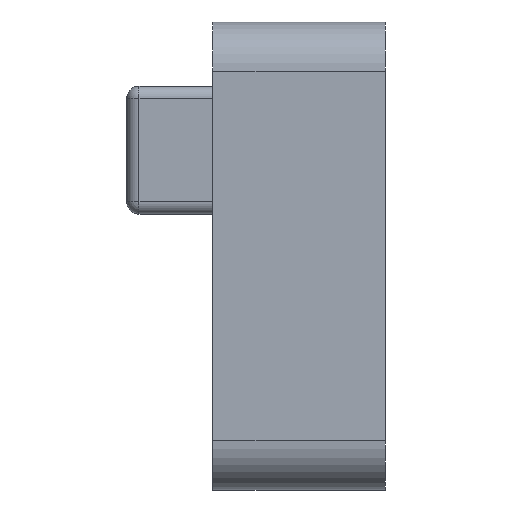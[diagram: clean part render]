
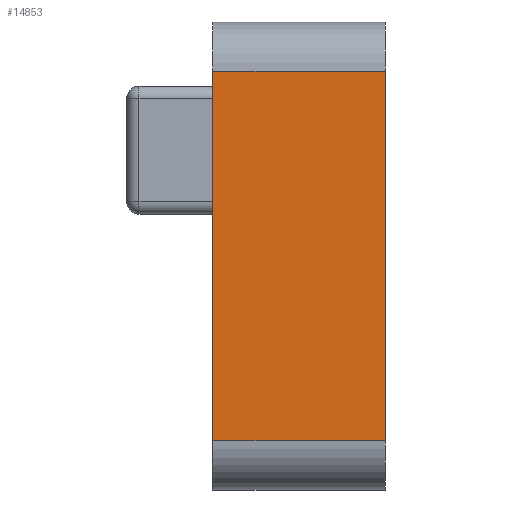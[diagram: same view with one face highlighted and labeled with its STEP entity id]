
A CAD part, front view. The second image highlights one B-rep face of the part: STEP entity #14853.
In plain terms, the highlighted planar face has unit normal (0, -1, 0).
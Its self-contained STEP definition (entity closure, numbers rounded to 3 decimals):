
#271 = ORIENTED_EDGE ( 'NONE', *, *, #2021, .T. ) ;
#429 = CARTESIAN_POINT ( 'NONE',  ( 3.5, -17., 7.5 ) ) ;
#485 = EDGE_CURVE ( 'NONE', #7509, #2950, #17115, .T. ) ;
#708 = AXIS2_PLACEMENT_3D ( 'NONE', #8606, #4318, #9850 ) ;
#737 = FACE_OUTER_BOUND ( 'NONE', #9067, .T. ) ;
#2021 = EDGE_CURVE ( 'NONE', #7509, #11089, #8752, .T. ) ;
#2950 = VERTEX_POINT ( 'NONE', #3238 ) ;
#3238 = CARTESIAN_POINT ( 'NONE',  ( 3.5, -17., -7.5 ) ) ;
#4189 = DIRECTION ( 'NONE',  ( 0., 0., -1. ) ) ;
#4318 = DIRECTION ( 'NONE',  ( 0., 1., 0. ) ) ;
#4864 = DIRECTION ( 'NONE',  ( -1., 0., 0. ) ) ;
#6204 = ORIENTED_EDGE ( 'NONE', *, *, #14025, .T. ) ;
#7509 = VERTEX_POINT ( 'NONE', #10838 ) ;
#8096 = ORIENTED_EDGE ( 'NONE', *, *, #13075, .T. ) ;
#8606 = CARTESIAN_POINT ( 'NONE',  ( 3.5, -17., 9.5 ) ) ;
#8705 = VERTEX_POINT ( 'NONE', #14783 ) ;
#8752 = LINE ( 'NONE', #429, #10514 ) ;
#9067 = EDGE_LOOP ( 'NONE', ( #8096, #6204, #14150, #271 ) ) ;
#9492 = DIRECTION ( 'NONE',  ( 0., 0., -1. ) ) ;
#9850 = DIRECTION ( 'NONE',  ( 0., 0., 1. ) ) ;
#10514 = VECTOR ( 'NONE', #4864, 1000. ) ;
#10838 = CARTESIAN_POINT ( 'NONE',  ( 3.5, -17., 7.5 ) ) ;
#11089 = VERTEX_POINT ( 'NONE', #17193 ) ;
#11949 = VECTOR ( 'NONE', #14908, 1000. ) ;
#12054 = VECTOR ( 'NONE', #4189, 1000. ) ;
#12813 = CARTESIAN_POINT ( 'NONE',  ( 3.5, -17., 9.5 ) ) ;
#12842 = LINE ( 'NONE', #13705, #16803 ) ;
#13075 = EDGE_CURVE ( 'NONE', #11089, #8705, #12842, .T. ) ;
#13503 = CARTESIAN_POINT ( 'NONE',  ( 3.5, -17., -7.5 ) ) ;
#13705 = CARTESIAN_POINT ( 'NONE',  ( -3.5, -17., 9.5 ) ) ;
#14025 = EDGE_CURVE ( 'NONE', #8705, #2950, #16112, .T. ) ;
#14150 = ORIENTED_EDGE ( 'NONE', *, *, #485, .F. ) ;
#14783 = CARTESIAN_POINT ( 'NONE',  ( -3.5, -17., -7.5 ) ) ;
#14853 = ADVANCED_FACE ( 'NONE', ( #737 ), #15443, .F. ) ;
#14908 = DIRECTION ( 'NONE',  ( 1., 0., 0. ) ) ;
#15443 = PLANE ( 'NONE',  #708 ) ;
#16112 = LINE ( 'NONE', #13503, #11949 ) ;
#16803 = VECTOR ( 'NONE', #9492, 1000. ) ;
#17115 = LINE ( 'NONE', #12813, #12054 ) ;
#17193 = CARTESIAN_POINT ( 'NONE',  ( -3.5, -17., 7.5 ) ) ;
